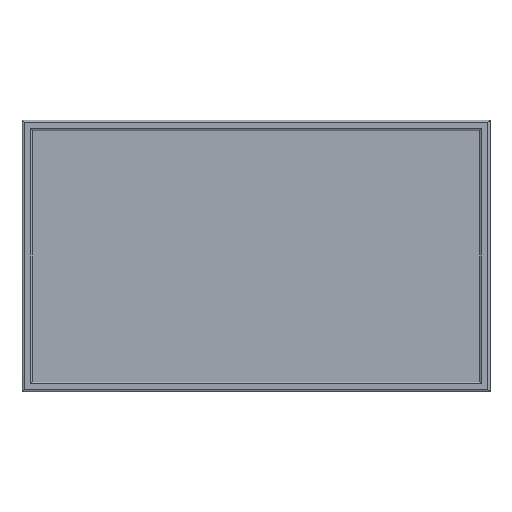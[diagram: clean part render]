
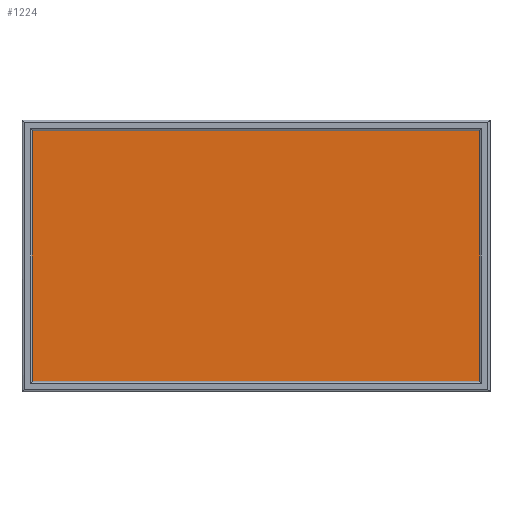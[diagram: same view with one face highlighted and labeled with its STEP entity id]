
A CAD part, front view. The second image highlights one B-rep face of the part: STEP entity #1224.
In plain terms, the highlighted planar face has unit normal (0, -1, 0).
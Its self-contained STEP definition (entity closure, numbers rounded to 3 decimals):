
#814 = PLANE('',#815);
#815 = AXIS2_PLACEMENT_3D('',#816,#817,#818);
#816 = CARTESIAN_POINT('',(25.,-50.,25.));
#817 = DIRECTION('',(1.,0.,0.));
#818 = DIRECTION('',(0.,0.,1.));
#913 = PLANE('',#914);
#914 = AXIS2_PLACEMENT_3D('',#915,#916,#917);
#915 = CARTESIAN_POINT('',(1095.,-50.,25.));
#916 = DIRECTION('',(0.,0.,1.));
#917 = DIRECTION('',(-1.,0.,0.));
#946 = PLANE('',#947);
#947 = AXIS2_PLACEMENT_3D('',#948,#949,#950);
#948 = CARTESIAN_POINT('',(25.,-50.,625.));
#949 = DIRECTION('',(0.,0.,-1.));
#950 = DIRECTION('',(1.,0.,0.));
#1010 = PLANE('',#1011);
#1011 = AXIS2_PLACEMENT_3D('',#1012,#1013,#1014);
#1012 = CARTESIAN_POINT('',(1095.,-50.,625.));
#1013 = DIRECTION('',(-1.,0.,0.));
#1014 = DIRECTION('',(0.,0.,-1.));
#1028 = VERTEX_POINT('',#1029);
#1029 = CARTESIAN_POINT('',(25.,-30.,25.));
#1050 = EDGE_CURVE('',#1028,#1051,#1053,.T.);
#1051 = VERTEX_POINT('',#1052);
#1052 = CARTESIAN_POINT('',(25.,-30.,625.));
#1053 = SURFACE_CURVE('',#1054,(#1058,#1065),.PCURVE_S1.);
#1054 = LINE('',#1055,#1056);
#1055 = CARTESIAN_POINT('',(25.,-30.,25.));
#1056 = VECTOR('',#1057,1.);
#1057 = DIRECTION('',(0.,0.,1.));
#1058 = PCURVE('',#814,#1059);
#1059 = DEFINITIONAL_REPRESENTATION('',(#1060),#1064);
#1060 = LINE('',#1061,#1062);
#1061 = CARTESIAN_POINT('',(0.,-20.));
#1062 = VECTOR('',#1063,1.);
#1063 = DIRECTION('',(1.,0.));
#1064 = ( GEOMETRIC_REPRESENTATION_CONTEXT(2) 
PARAMETRIC_REPRESENTATION_CONTEXT() REPRESENTATION_CONTEXT('2D SPACE',''
  ) );
#1065 = PCURVE('',#1066,#1071);
#1066 = PLANE('',#1067);
#1067 = AXIS2_PLACEMENT_3D('',#1068,#1069,#1070);
#1068 = CARTESIAN_POINT('',(560.,-30.,325.));
#1069 = DIRECTION('',(0.,1.,0.));
#1070 = DIRECTION('',(0.,0.,1.));
#1071 = DEFINITIONAL_REPRESENTATION('',(#1072),#1076);
#1072 = LINE('',#1073,#1074);
#1073 = CARTESIAN_POINT('',(-300.,-535.));
#1074 = VECTOR('',#1075,1.);
#1075 = DIRECTION('',(1.,0.));
#1076 = ( GEOMETRIC_REPRESENTATION_CONTEXT(2) 
PARAMETRIC_REPRESENTATION_CONTEXT() REPRESENTATION_CONTEXT('2D SPACE',''
  ) );
#1104 = VERTEX_POINT('',#1105);
#1105 = CARTESIAN_POINT('',(1095.,-30.,25.));
#1126 = EDGE_CURVE('',#1104,#1028,#1127,.T.);
#1127 = SURFACE_CURVE('',#1128,(#1132,#1139),.PCURVE_S1.);
#1128 = LINE('',#1129,#1130);
#1129 = CARTESIAN_POINT('',(1095.,-30.,25.));
#1130 = VECTOR('',#1131,1.);
#1131 = DIRECTION('',(-1.,0.,0.));
#1132 = PCURVE('',#913,#1133);
#1133 = DEFINITIONAL_REPRESENTATION('',(#1134),#1138);
#1134 = LINE('',#1135,#1136);
#1135 = CARTESIAN_POINT('',(0.,-20.));
#1136 = VECTOR('',#1137,1.);
#1137 = DIRECTION('',(1.,0.));
#1138 = ( GEOMETRIC_REPRESENTATION_CONTEXT(2) 
PARAMETRIC_REPRESENTATION_CONTEXT() REPRESENTATION_CONTEXT('2D SPACE',''
  ) );
#1139 = PCURVE('',#1066,#1140);
#1140 = DEFINITIONAL_REPRESENTATION('',(#1141),#1145);
#1141 = LINE('',#1142,#1143);
#1142 = CARTESIAN_POINT('',(-300.,535.));
#1143 = VECTOR('',#1144,1.);
#1144 = DIRECTION('',(0.,-1.));
#1145 = ( GEOMETRIC_REPRESENTATION_CONTEXT(2) 
PARAMETRIC_REPRESENTATION_CONTEXT() REPRESENTATION_CONTEXT('2D SPACE',''
  ) );
#1153 = EDGE_CURVE('',#1051,#1154,#1156,.T.);
#1154 = VERTEX_POINT('',#1155);
#1155 = CARTESIAN_POINT('',(1095.,-30.,625.));
#1156 = SURFACE_CURVE('',#1157,(#1161,#1168),.PCURVE_S1.);
#1157 = LINE('',#1158,#1159);
#1158 = CARTESIAN_POINT('',(25.,-30.,625.));
#1159 = VECTOR('',#1160,1.);
#1160 = DIRECTION('',(1.,0.,0.));
#1161 = PCURVE('',#946,#1162);
#1162 = DEFINITIONAL_REPRESENTATION('',(#1163),#1167);
#1163 = LINE('',#1164,#1165);
#1164 = CARTESIAN_POINT('',(0.,-20.));
#1165 = VECTOR('',#1166,1.);
#1166 = DIRECTION('',(1.,0.));
#1167 = ( GEOMETRIC_REPRESENTATION_CONTEXT(2) 
PARAMETRIC_REPRESENTATION_CONTEXT() REPRESENTATION_CONTEXT('2D SPACE',''
  ) );
#1168 = PCURVE('',#1066,#1169);
#1169 = DEFINITIONAL_REPRESENTATION('',(#1170),#1174);
#1170 = LINE('',#1171,#1172);
#1171 = CARTESIAN_POINT('',(300.,-535.));
#1172 = VECTOR('',#1173,1.);
#1173 = DIRECTION('',(0.,1.));
#1174 = ( GEOMETRIC_REPRESENTATION_CONTEXT(2) 
PARAMETRIC_REPRESENTATION_CONTEXT() REPRESENTATION_CONTEXT('2D SPACE',''
  ) );
#1202 = EDGE_CURVE('',#1154,#1104,#1203,.T.);
#1203 = SURFACE_CURVE('',#1204,(#1208,#1215),.PCURVE_S1.);
#1204 = LINE('',#1205,#1206);
#1205 = CARTESIAN_POINT('',(1095.,-30.,625.));
#1206 = VECTOR('',#1207,1.);
#1207 = DIRECTION('',(0.,0.,-1.));
#1208 = PCURVE('',#1010,#1209);
#1209 = DEFINITIONAL_REPRESENTATION('',(#1210),#1214);
#1210 = LINE('',#1211,#1212);
#1211 = CARTESIAN_POINT('',(0.,-20.));
#1212 = VECTOR('',#1213,1.);
#1213 = DIRECTION('',(1.,0.));
#1214 = ( GEOMETRIC_REPRESENTATION_CONTEXT(2) 
PARAMETRIC_REPRESENTATION_CONTEXT() REPRESENTATION_CONTEXT('2D SPACE',''
  ) );
#1215 = PCURVE('',#1066,#1216);
#1216 = DEFINITIONAL_REPRESENTATION('',(#1217),#1221);
#1217 = LINE('',#1218,#1219);
#1218 = CARTESIAN_POINT('',(300.,535.));
#1219 = VECTOR('',#1220,1.);
#1220 = DIRECTION('',(-1.,0.));
#1221 = ( GEOMETRIC_REPRESENTATION_CONTEXT(2) 
PARAMETRIC_REPRESENTATION_CONTEXT() REPRESENTATION_CONTEXT('2D SPACE',''
  ) );
#1224 = ADVANCED_FACE('',(#1225),#1066,.F.);
#1225 = FACE_BOUND('',#1226,.F.);
#1226 = EDGE_LOOP('',(#1227,#1228,#1229,#1230));
#1227 = ORIENTED_EDGE('',*,*,#1153,.T.);
#1228 = ORIENTED_EDGE('',*,*,#1202,.T.);
#1229 = ORIENTED_EDGE('',*,*,#1126,.T.);
#1230 = ORIENTED_EDGE('',*,*,#1050,.T.);
